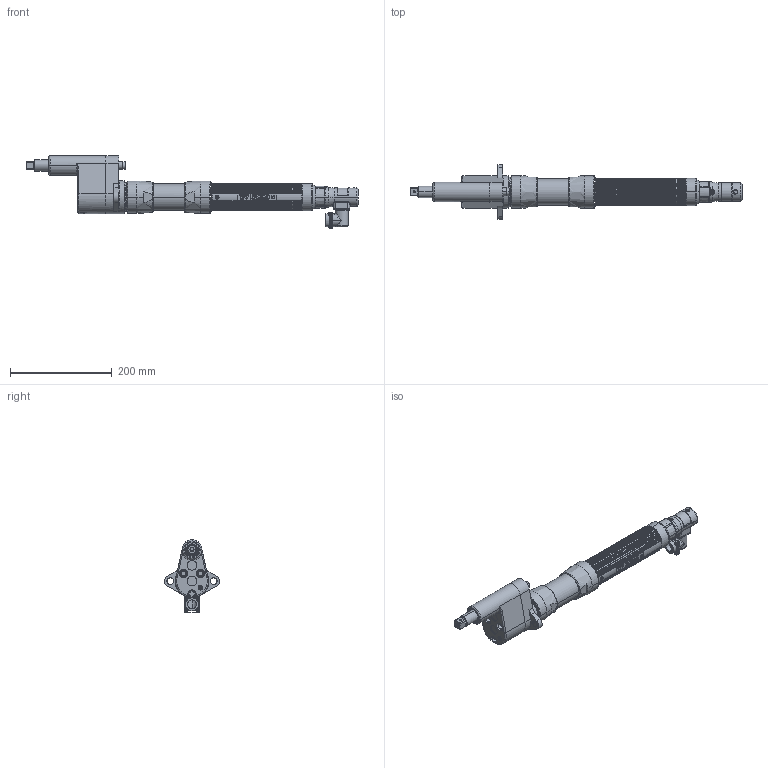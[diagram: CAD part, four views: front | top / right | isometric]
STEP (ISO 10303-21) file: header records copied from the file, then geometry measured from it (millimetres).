
FILE_DESCRIPTION((''),'2;1');
FILE_NAME('EB55MD2F1-225','2012-04-30T',('EJF1116'),(''),'PRO/ENGINEER BY PARAMETRIC TECHNOLOGY CORPORATION, 2010430','PRO/ENGINEER BY PARAMETRIC TECHNOLOGY CORPORATION, 2010430','');
FILE_SCHEMA(('CONFIG_CONTROL_DESIGN'));
Length unit declared in the file: inch
Products named in the file (1): EB55MD2F1-225
Bounding box: 654.05 x 108.08 x 142.72 mm (x, y, z)
Surface area: 214069.6 mm2 (no closed solid volume)
Topology: 0 solids, 120 shells, 474 faces, 2815 edges, 2409 vertices
Faces by surface type: cylinder 232, plane 145, torus 38, cone 33, bspline 24, extrusion 2
Entity records: 34233 total; most frequent: CARTESIAN_POINT 13782, DIRECTION 4025, ORIENTED_EDGE 3423, EDGE_CURVE 2815, VERTEX_POINT 2409, VECTOR 1523, LINE 1521, AXIS2_PLACEMENT_3D 1251
